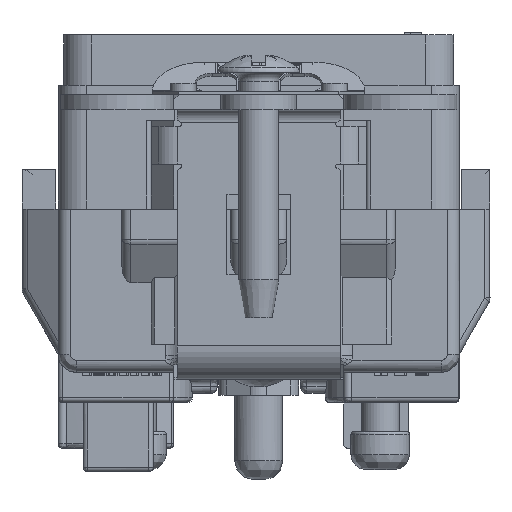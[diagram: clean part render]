
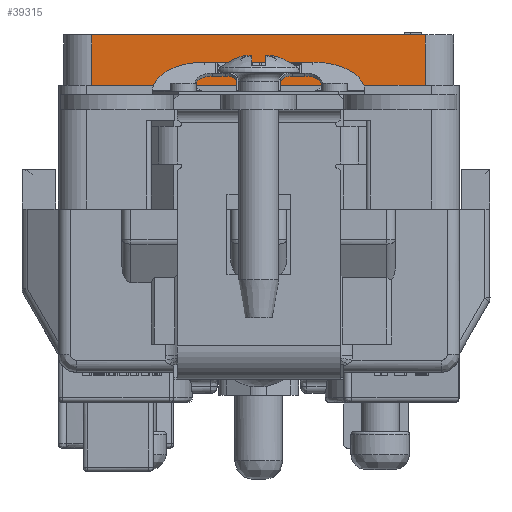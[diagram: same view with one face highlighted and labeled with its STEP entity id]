
A CAD part, front view. The second image highlights one B-rep face of the part: STEP entity #39315.
In plain terms, the highlighted planar face has unit normal (0, -1, 0).
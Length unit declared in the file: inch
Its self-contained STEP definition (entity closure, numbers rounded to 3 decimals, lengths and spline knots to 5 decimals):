
#2860 = AXIS2_PLACEMENT_3D ( 'NONE', #79427, #98745, #196828 ) ;
#5083 = CARTESIAN_POINT ( 'NONE',  ( 0.57377, -0.49009, 3.30048 ) ) ;
#11713 = EDGE_CURVE ( 'NONE', #71465, #65491, #22685, .T. ) ;
#11934 = LINE ( 'NONE', #94938, #52525 ) ;
#14104 = DIRECTION ( 'NONE',  ( 0., 0., 1. ) ) ;
#18170 = ORIENTED_EDGE ( 'NONE', *, *, #174913, .F. ) ;
#22040 = CARTESIAN_POINT ( 'NONE',  ( -0.53023, -0.49009, 3.46748 ) ) ;
#22685 = LINE ( 'NONE', #87417, #117287 ) ;
#23312 = CARTESIAN_POINT ( 'NONE',  ( 0.57377, -0.49009, 3.46748 ) ) ;
#39315 = ADVANCED_FACE ( 'NONE', ( #206644 ), #60030, .T. ) ;
#52525 = VECTOR ( 'NONE', #14104, 39.37008 ) ;
#58413 = ORIENTED_EDGE ( 'NONE', *, *, #107511, .F. ) ;
#59723 = LINE ( 'NONE', #172919, #67880 ) ;
#60030 = PLANE ( 'NONE',  #2860 ) ;
#60593 = VERTEX_POINT ( 'NONE', #22040 ) ;
#60770 = EDGE_CURVE ( 'NONE', #169615, #65491, #59723, .T. ) ;
#64896 = LINE ( 'NONE', #97242, #65001 ) ;
#65001 = VECTOR ( 'NONE', #195311, 39.37008 ) ;
#65491 = VERTEX_POINT ( 'NONE', #5083 ) ;
#65626 = EDGE_LOOP ( 'NONE', ( #203611, #18170, #58413, #101185 ) ) ;
#67880 = VECTOR ( 'NONE', #191228, 39.37008 ) ;
#71303 = CARTESIAN_POINT ( 'NONE',  ( -0.53023, -0.49009, 3.30048 ) ) ;
#71465 = VERTEX_POINT ( 'NONE', #23312 ) ;
#79427 = CARTESIAN_POINT ( 'NONE',  ( -0.53035, -0.49009, 3.30036 ) ) ;
#87417 = CARTESIAN_POINT ( 'NONE',  ( 0.57377, -0.49009, 3.4676 ) ) ;
#88483 = DIRECTION ( 'NONE',  ( 0., 0., -1. ) ) ;
#94938 = CARTESIAN_POINT ( 'NONE',  ( -0.53023, -0.49009, 3.30036 ) ) ;
#97242 = CARTESIAN_POINT ( 'NONE',  ( -0.62335, -0.49009, 3.46748 ) ) ;
#98745 = DIRECTION ( 'NONE',  ( 0., -1., 0. ) ) ;
#101185 = ORIENTED_EDGE ( 'NONE', *, *, #60770, .T. ) ;
#107511 = EDGE_CURVE ( 'NONE', #169615, #60593, #11934, .T. ) ;
#117287 = VECTOR ( 'NONE', #88483, 39.37008 ) ;
#169615 = VERTEX_POINT ( 'NONE', #71303 ) ;
#172919 = CARTESIAN_POINT ( 'NONE',  ( -0.53035, -0.49009, 3.30048 ) ) ;
#174913 = EDGE_CURVE ( 'NONE', #60593, #71465, #64896, .T. ) ;
#191228 = DIRECTION ( 'NONE',  ( 1., 0., 0. ) ) ;
#195311 = DIRECTION ( 'NONE',  ( 1., 0., 0. ) ) ;
#196828 = DIRECTION ( 'NONE',  ( 0., 0., -1. ) ) ;
#203611 = ORIENTED_EDGE ( 'NONE', *, *, #11713, .F. ) ;
#206644 = FACE_OUTER_BOUND ( 'NONE', #65626, .T. ) ;
